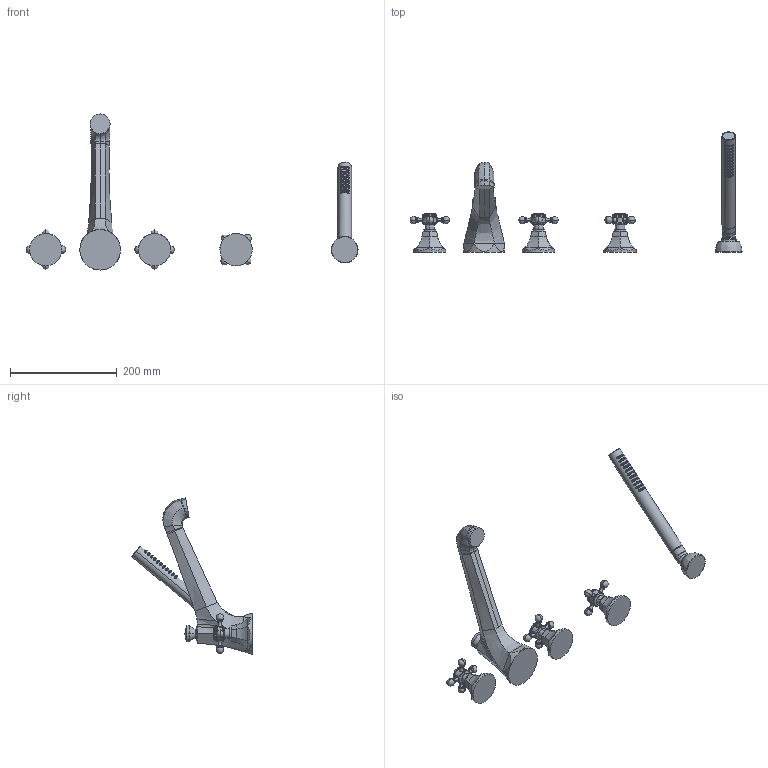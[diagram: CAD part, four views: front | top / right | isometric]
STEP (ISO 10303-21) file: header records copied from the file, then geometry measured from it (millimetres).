
FILE_DESCRIPTION((''),'2;1');
FILE_NAME('3-1227','2021-03-17T11:20:04',('jinson.thomas'),(''),'CREO PARAMETRIC BY PTC INC, 2018400','CREO PARAMETRIC BY PTC INC, 2018400','');
FILE_SCHEMA(('CONFIG_CONTROL_DESIGN'));
Products named in the file (1): 3-1227
Bounding box: 620.63 x 224.83 x 291.69 mm (x, y, z)
Volume: 939152.7 mm3; surface area: 134408.7 mm2
Topology: 7 solids, 7 shells, 1426 faces, 3203 edges, 1894 vertices
Faces by surface type: bspline 613, cylinder 393, plane 167, torus 138, cone 60, sphere 46, extrusion 9
Entity records: 104150 total; most frequent: CARTESIAN_POINT 76834, ORIENTED_EDGE 6338, DIRECTION 4314, EDGE_CURVE 3169, VERTEX_POINT 1894, AXIS2_PLACEMENT_3D 1729, EDGE_LOOP 1563, FACE_OUTER_BOUND 1426
